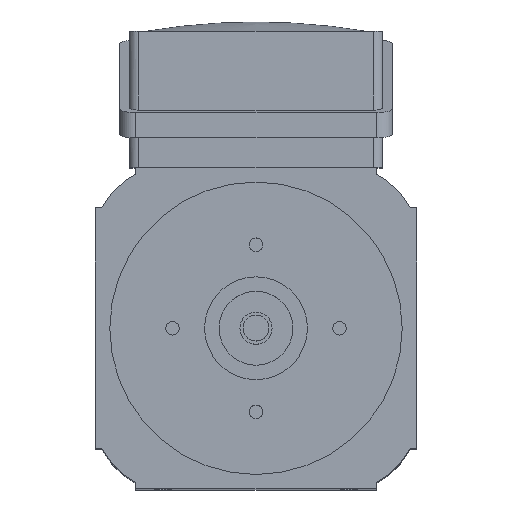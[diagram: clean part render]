
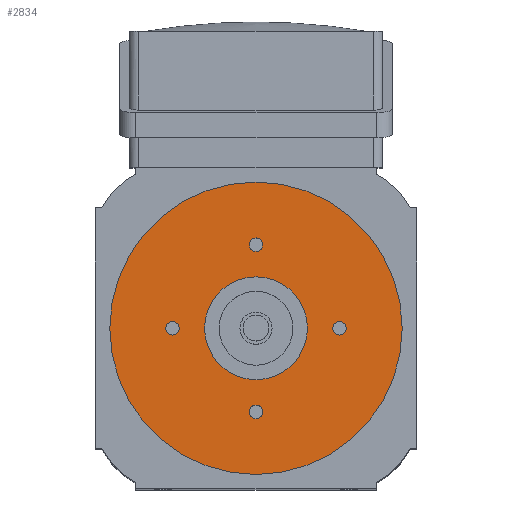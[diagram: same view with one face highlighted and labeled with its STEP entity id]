
A CAD part, top view. The second image highlights one B-rep face of the part: STEP entity #2834.
In plain terms, the highlighted planar face has unit normal (0, 0, 1).
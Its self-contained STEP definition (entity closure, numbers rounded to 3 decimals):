
#137 = ORIENTED_EDGE ( 'NONE', *, *, #4844, .F. ) ;
#147 = AXIS2_PLACEMENT_3D ( 'NONE', #4039, #4591, #5555 ) ;
#193 = AXIS2_PLACEMENT_3D ( 'NONE', #417, #844, #383 ) ;
#196 = DIRECTION ( 'NONE',  ( 0., 0., 1. ) ) ;
#201 = CIRCLE ( 'NONE', #3802, 45.5 ) ;
#231 = DIRECTION ( 'NONE',  ( 1., 0., 0. ) ) ;
#232 = CARTESIAN_POINT ( 'NONE',  ( -2.1, -26., 0. ) ) ;
#263 = ORIENTED_EDGE ( 'NONE', *, *, #1968, .T. ) ;
#306 = EDGE_CURVE ( 'NONE', #1892, #4945, #1007, .T. ) ;
#383 = DIRECTION ( 'NONE',  ( 1., 0., 0. ) ) ;
#399 = VERTEX_POINT ( 'NONE', #232 ) ;
#417 = CARTESIAN_POINT ( 'NONE',  ( 0., 0., 0. ) ) ;
#480 = CIRCLE ( 'NONE', #1967, 2.1 ) ;
#484 = DIRECTION ( 'NONE',  ( 1., 0., 0. ) ) ;
#619 = EDGE_LOOP ( 'NONE', ( #5585, #4336 ) ) ;
#648 = DIRECTION ( 'NONE',  ( 0., 0., 1. ) ) ;
#654 = CARTESIAN_POINT ( 'NONE',  ( 16., 0., 0. ) ) ;
#676 = EDGE_CURVE ( 'NONE', #399, #2779, #1705, .T. ) ;
#707 = EDGE_LOOP ( 'NONE', ( #3172, #5092 ) ) ;
#844 = DIRECTION ( 'NONE',  ( 0., 0., 1. ) ) ;
#875 = DIRECTION ( 'NONE',  ( 1., 0., 0. ) ) ;
#989 = DIRECTION ( 'NONE',  ( 0., 0., 1. ) ) ;
#1007 = CIRCLE ( 'NONE', #5508, 2.1 ) ;
#1053 = DIRECTION ( 'NONE',  ( 1., 0., 0. ) ) ;
#1156 = DIRECTION ( 'NONE',  ( 0., 0., 1. ) ) ;
#1259 = ORIENTED_EDGE ( 'NONE', *, *, #2015, .F. ) ;
#1285 = EDGE_CURVE ( 'NONE', #2164, #3214, #4881, .T. ) ;
#1381 = CIRCLE ( 'NONE', #4894, 2.1 ) ;
#1407 = DIRECTION ( 'NONE',  ( 0., 0., 1. ) ) ;
#1462 = FACE_BOUND ( 'NONE', #1589, .T. ) ;
#1529 = CARTESIAN_POINT ( 'NONE',  ( 0., 0., 0. ) ) ;
#1589 = EDGE_LOOP ( 'NONE', ( #1259, #2519 ) ) ;
#1594 = DIRECTION ( 'NONE',  ( 1., 0., 0. ) ) ;
#1628 = CARTESIAN_POINT ( 'NONE',  ( 0., -26., 0. ) ) ;
#1705 = CIRCLE ( 'NONE', #5206, 2.1 ) ;
#1817 = DIRECTION ( 'NONE',  ( 1., 0., 0. ) ) ;
#1879 = AXIS2_PLACEMENT_3D ( 'NONE', #5709, #5309, #1817 ) ;
#1892 = VERTEX_POINT ( 'NONE', #2937 ) ;
#1967 = AXIS2_PLACEMENT_3D ( 'NONE', #3779, #3300, #484 ) ;
#1968 = EDGE_CURVE ( 'NONE', #3214, #2164, #201, .T. ) ;
#1995 = CARTESIAN_POINT ( 'NONE',  ( 0., 0., 0. ) ) ;
#2015 = EDGE_CURVE ( 'NONE', #5093, #4516, #4302, .T. ) ;
#2090 = CARTESIAN_POINT ( 'NONE',  ( 45.5, 0., 0. ) ) ;
#2119 = DIRECTION ( 'NONE',  ( 1., 0., 0. ) ) ;
#2157 = AXIS2_PLACEMENT_3D ( 'NONE', #5464, #648, #5897 ) ;
#2164 = VERTEX_POINT ( 'NONE', #4003 ) ;
#2266 = AXIS2_PLACEMENT_3D ( 'NONE', #5163, #2310, #875 ) ;
#2274 = VERTEX_POINT ( 'NONE', #4172 ) ;
#2310 = DIRECTION ( 'NONE',  ( 0., 0., 1. ) ) ;
#2371 = ORIENTED_EDGE ( 'NONE', *, *, #1285, .T. ) ;
#2519 = ORIENTED_EDGE ( 'NONE', *, *, #5196, .F. ) ;
#2528 = CARTESIAN_POINT ( 'NONE',  ( 2.1, -26., 0. ) ) ;
#2779 = VERTEX_POINT ( 'NONE', #2528 ) ;
#2790 = DIRECTION ( 'NONE',  ( 1., 0., 0. ) ) ;
#2834 = ADVANCED_FACE ( 'NONE', ( #1462, #4454, #4392, #3887, #5350, #5779 ), #4363, .T. ) ;
#2891 = VERTEX_POINT ( 'NONE', #3201 ) ;
#2910 = CARTESIAN_POINT ( 'NONE',  ( 0., -26., 0. ) ) ;
#2918 = CARTESIAN_POINT ( 'NONE',  ( -26., 0., 0. ) ) ;
#2937 = CARTESIAN_POINT ( 'NONE',  ( 28.1, 0., 0. ) ) ;
#2993 = AXIS2_PLACEMENT_3D ( 'NONE', #1628, #196, #2119 ) ;
#3172 = ORIENTED_EDGE ( 'NONE', *, *, #306, .F. ) ;
#3201 = CARTESIAN_POINT ( 'NONE',  ( -28.1, 0., 0. ) ) ;
#3214 = VERTEX_POINT ( 'NONE', #2090 ) ;
#3274 = ORIENTED_EDGE ( 'NONE', *, *, #676, .F. ) ;
#3300 = DIRECTION ( 'NONE',  ( 0., 0., 1. ) ) ;
#3329 = ORIENTED_EDGE ( 'NONE', *, *, #4821, .F. ) ;
#3343 = ORIENTED_EDGE ( 'NONE', *, *, #5492, .F. ) ;
#3619 = EDGE_CURVE ( 'NONE', #2891, #4830, #4038, .T. ) ;
#3623 = VERTEX_POINT ( 'NONE', #654 ) ;
#3696 = CIRCLE ( 'NONE', #2266, 16. ) ;
#3745 = CARTESIAN_POINT ( 'NONE',  ( -23.9, 0., 0. ) ) ;
#3779 = CARTESIAN_POINT ( 'NONE',  ( 26., 0., 0. ) ) ;
#3802 = AXIS2_PLACEMENT_3D ( 'NONE', #1995, #3925, #1594 ) ;
#3887 = FACE_BOUND ( 'NONE', #707, .T. ) ;
#3925 = DIRECTION ( 'NONE',  ( 0., 0., 1. ) ) ;
#4003 = CARTESIAN_POINT ( 'NONE',  ( -45.5, 0., 0. ) ) ;
#4038 = CIRCLE ( 'NONE', #147, 2.1 ) ;
#4039 = CARTESIAN_POINT ( 'NONE',  ( -26., 0., 0. ) ) ;
#4050 = AXIS2_PLACEMENT_3D ( 'NONE', #1529, #989, #1053 ) ;
#4078 = DIRECTION ( 'NONE',  ( 1., 0., 0. ) ) ;
#4122 = EDGE_LOOP ( 'NONE', ( #3343, #3274 ) ) ;
#4172 = CARTESIAN_POINT ( 'NONE',  ( -16., 0., 0. ) ) ;
#4272 = DIRECTION ( 'NONE',  ( 1., 0., 0. ) ) ;
#4302 = CIRCLE ( 'NONE', #1879, 2.1 ) ;
#4336 = ORIENTED_EDGE ( 'NONE', *, *, #3619, .F. ) ;
#4363 = PLANE ( 'NONE',  #4050 ) ;
#4392 = FACE_BOUND ( 'NONE', #4122, .T. ) ;
#4412 = CIRCLE ( 'NONE', #2993, 2.1 ) ;
#4454 = FACE_BOUND ( 'NONE', #619, .T. ) ;
#4486 = EDGE_LOOP ( 'NONE', ( #3329, #137 ) ) ;
#4516 = VERTEX_POINT ( 'NONE', #5403 ) ;
#4528 = CARTESIAN_POINT ( 'NONE',  ( 26., 0., 0. ) ) ;
#4550 = CARTESIAN_POINT ( 'NONE',  ( 0., 26., 0. ) ) ;
#4572 = CARTESIAN_POINT ( 'NONE',  ( 2.1, 26., 0. ) ) ;
#4576 = AXIS2_PLACEMENT_3D ( 'NONE', #4550, #1156, #231 ) ;
#4591 = DIRECTION ( 'NONE',  ( 0., 0., 1. ) ) ;
#4821 = EDGE_CURVE ( 'NONE', #2274, #3623, #5792, .T. ) ;
#4830 = VERTEX_POINT ( 'NONE', #3745 ) ;
#4844 = EDGE_CURVE ( 'NONE', #3623, #2274, #3696, .T. ) ;
#4881 = CIRCLE ( 'NONE', #2157, 45.5 ) ;
#4894 = AXIS2_PLACEMENT_3D ( 'NONE', #2918, #5200, #2790 ) ;
#4945 = VERTEX_POINT ( 'NONE', #5393 ) ;
#5092 = ORIENTED_EDGE ( 'NONE', *, *, #6072, .F. ) ;
#5093 = VERTEX_POINT ( 'NONE', #4572 ) ;
#5163 = CARTESIAN_POINT ( 'NONE',  ( 0., 0., 0. ) ) ;
#5167 = CIRCLE ( 'NONE', #4576, 2.1 ) ;
#5196 = EDGE_CURVE ( 'NONE', #4516, #5093, #5167, .T. ) ;
#5200 = DIRECTION ( 'NONE',  ( 0., 0., 1. ) ) ;
#5206 = AXIS2_PLACEMENT_3D ( 'NONE', #2910, #1407, #4272 ) ;
#5309 = DIRECTION ( 'NONE',  ( 0., 0., 1. ) ) ;
#5350 = FACE_OUTER_BOUND ( 'NONE', #5858, .T. ) ;
#5393 = CARTESIAN_POINT ( 'NONE',  ( 23.9, 0., 0. ) ) ;
#5396 = DIRECTION ( 'NONE',  ( 0., 0., 1. ) ) ;
#5403 = CARTESIAN_POINT ( 'NONE',  ( -2.1, 26., 0. ) ) ;
#5464 = CARTESIAN_POINT ( 'NONE',  ( 0., 0., 0. ) ) ;
#5492 = EDGE_CURVE ( 'NONE', #2779, #399, #4412, .T. ) ;
#5508 = AXIS2_PLACEMENT_3D ( 'NONE', #4528, #5396, #4078 ) ;
#5555 = DIRECTION ( 'NONE',  ( 1., 0., 0. ) ) ;
#5585 = ORIENTED_EDGE ( 'NONE', *, *, #6101, .F. ) ;
#5709 = CARTESIAN_POINT ( 'NONE',  ( 0., 26., 0. ) ) ;
#5779 = FACE_BOUND ( 'NONE', #4486, .T. ) ;
#5792 = CIRCLE ( 'NONE', #193, 16. ) ;
#5858 = EDGE_LOOP ( 'NONE', ( #263, #2371 ) ) ;
#5897 = DIRECTION ( 'NONE',  ( 1., 0., 0. ) ) ;
#6072 = EDGE_CURVE ( 'NONE', #4945, #1892, #480, .T. ) ;
#6101 = EDGE_CURVE ( 'NONE', #4830, #2891, #1381, .T. ) ;
